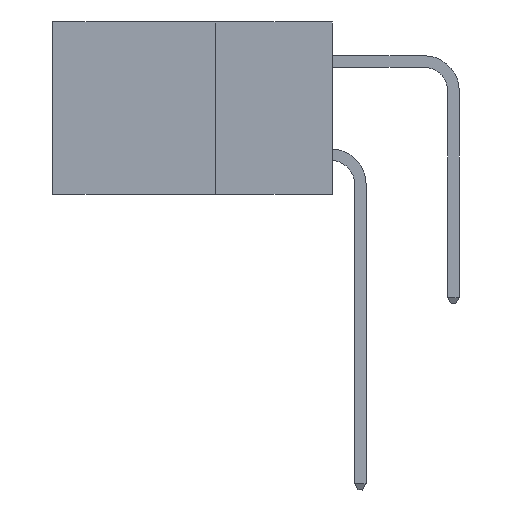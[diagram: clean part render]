
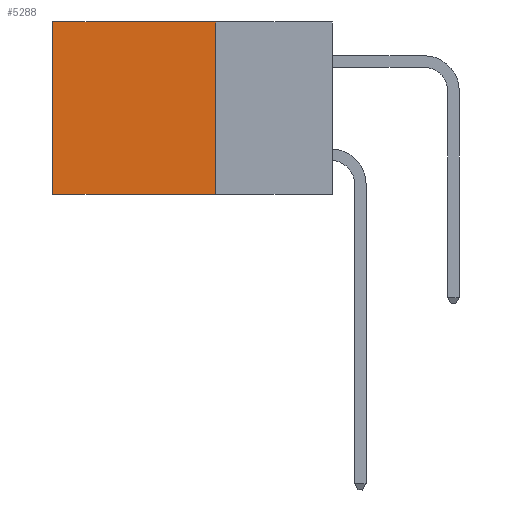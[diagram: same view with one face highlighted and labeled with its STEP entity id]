
A CAD part, left-side view. The second image highlights one B-rep face of the part: STEP entity #5288.
In plain terms, the highlighted planar face has unit normal (-1, 0, 0).
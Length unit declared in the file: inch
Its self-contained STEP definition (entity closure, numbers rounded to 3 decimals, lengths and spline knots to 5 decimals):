
#1231 = LINE ( 'NONE', #14374, #3709 ) ;
#1437 = DIRECTION ( 'NONE',  ( 0., 1., 0. ) ) ;
#1859 = CARTESIAN_POINT ( 'NONE',  ( 0.2615, 0.6, -0.37 ) ) ;
#2589 = DIRECTION ( 'NONE',  ( 1., 0., 0. ) ) ;
#3079 = ORIENTED_EDGE ( 'NONE', *, *, #15266, .T. ) ;
#3262 = ORIENTED_EDGE ( 'NONE', *, *, #9580, .F. ) ;
#3639 = VECTOR ( 'NONE', #19950, 39.37008 ) ;
#3681 = CARTESIAN_POINT ( 'NONE',  ( 0.2615, 0.25, -0.37 ) ) ;
#3709 = VECTOR ( 'NONE', #5997, 39.37008 ) ;
#4208 = CARTESIAN_POINT ( 'NONE',  ( 0.2615, 0.25, -0.37 ) ) ;
#5288 = ADVANCED_FACE ( 'NONE', ( #17039 ), #13587, .F. ) ;
#5997 = DIRECTION ( 'NONE',  ( 0., 1., 0. ) ) ;
#6622 = VECTOR ( 'NONE', #1437, 39.37008 ) ;
#7668 = CARTESIAN_POINT ( 'NONE',  ( 0.2615, 0.6, -0.37 ) ) ;
#7738 = ORIENTED_EDGE ( 'NONE', *, *, #19131, .T. ) ;
#8579 = CARTESIAN_POINT ( 'NONE',  ( 0.2615, 0.25, -0.37 ) ) ;
#9168 = LINE ( 'NONE', #7668, #14078 ) ;
#9580 = EDGE_CURVE ( 'NONE', #17482, #15042, #19847, .T. ) ;
#10561 = DIRECTION ( 'NONE',  ( 0., 0., -1. ) ) ;
#12823 = CARTESIAN_POINT ( 'NONE',  ( 0.2615, 0.25, 0. ) ) ;
#13587 = PLANE ( 'NONE',  #16932 ) ;
#13801 = DIRECTION ( 'NONE',  ( 0., 0., -1. ) ) ;
#14078 = VECTOR ( 'NONE', #13801, 39.37008 ) ;
#14374 = CARTESIAN_POINT ( 'NONE',  ( 0.2615, 0.25, -0.37 ) ) ;
#15042 = VERTEX_POINT ( 'NONE', #8579 ) ;
#15266 = EDGE_CURVE ( 'NONE', #17482, #15743, #18039, .T. ) ;
#15743 = VERTEX_POINT ( 'NONE', #20032 ) ;
#16196 = CARTESIAN_POINT ( 'NONE',  ( 0.2615, 0.25, 0. ) ) ;
#16932 = AXIS2_PLACEMENT_3D ( 'NONE', #4208, #2589, #10561 ) ;
#17039 = FACE_OUTER_BOUND ( 'NONE', #19996, .T. ) ;
#17482 = VERTEX_POINT ( 'NONE', #12823 ) ;
#17803 = EDGE_CURVE ( 'NONE', #15042, #18934, #1231, .T. ) ;
#17973 = ORIENTED_EDGE ( 'NONE', *, *, #17803, .F. ) ;
#18039 = LINE ( 'NONE', #16196, #6622 ) ;
#18934 = VERTEX_POINT ( 'NONE', #1859 ) ;
#19131 = EDGE_CURVE ( 'NONE', #15743, #18934, #9168, .T. ) ;
#19847 = LINE ( 'NONE', #3681, #3639 ) ;
#19950 = DIRECTION ( 'NONE',  ( 0., 0., -1. ) ) ;
#19996 = EDGE_LOOP ( 'NONE', ( #7738, #17973, #3262, #3079 ) ) ;
#20032 = CARTESIAN_POINT ( 'NONE',  ( 0.2615, 0.6, 0. ) ) ;
